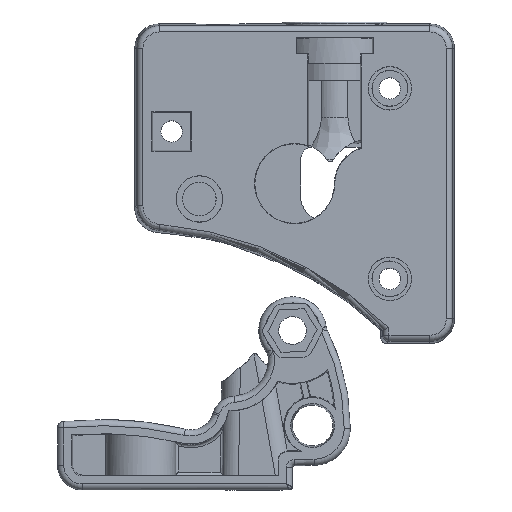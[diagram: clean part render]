
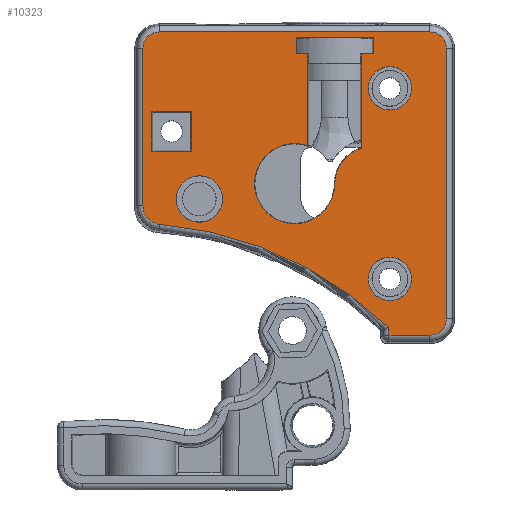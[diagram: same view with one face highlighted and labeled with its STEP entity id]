
A CAD part, front view. The second image highlights one B-rep face of the part: STEP entity #10323.
In plain terms, the highlighted planar face has unit normal (0, -1, 0).
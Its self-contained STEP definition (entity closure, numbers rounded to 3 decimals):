
#329=LINE($,#15873,#1175);
#334=LINE($,#15885,#1180);
#336=LINE($,#15890,#1182);
#339=LINE($,#15897,#1185);
#342=LINE($,#15903,#1188);
#344=LINE($,#15909,#1190);
#350=LINE($,#15922,#1196);
#351=LINE($,#15928,#1197);
#352=LINE($,#15930,#1198);
#353=LINE($,#15934,#1199);
#354=LINE($,#15938,#1200);
#355=LINE($,#15942,#1201);
#356=LINE($,#15964,#1202);
#357=LINE($,#15966,#1203);
#358=LINE($,#15968,#1204);
#359=LINE($,#15969,#1205);
#1175=VECTOR($,#12286,14.931);
#1180=VECTOR($,#12297,1.901);
#1182=VECTOR($,#12301,2.674);
#1185=VECTOR($,#12308,12.544);
#1188=VECTOR($,#12313,2.674);
#1190=VECTOR($,#12319,1.901);
#1196=VECTOR($,#12331,15.353);
#1197=VECTOR($,#12336,1.264);
#1198=VECTOR($,#12337,6.646);
#1199=VECTOR($,#12340,44.);
#1200=VECTOR($,#12343,44.);
#1201=VECTOR($,#12346,25.639);
#1202=VECTOR($,#12347,6.43);
#1203=VECTOR($,#12348,6.43);
#1204=VECTOR($,#12349,6.43);
#1205=VECTOR($,#12350,6.43);
#2188=FACE_OUTER_BOUND($,#3087,.T.);
#2775=B_SPLINE_CURVE_WITH_KNOTS($,3,(#15943,#15944,#15945,#15946,#15947,
#15948,#15949,#15950,#15951,#15952,#15953,#15954,#15955,#15956,#15957,#15958,
#15959,#15960,#15961),.UNSPECIFIED.,.F.,.F.,(4,3,3,3,3,3,4),(0.,0.092,
0.319,0.5,0.546,0.773,1.),
 .UNSPECIFIED.);
#2946=FACE_BOUND($,#3088,.T.);
#2947=FACE_BOUND($,#3089,.T.);
#2948=FACE_BOUND($,#3090,.T.);
#2949=FACE_BOUND($,#3091,.T.);
#2950=FACE_BOUND($,#3092,.T.);
#3087=EDGE_LOOP($,(#7051,#7052,#7053,#7054,#7055,#7056,#7057,#7058,#7059,
#7060));
#3088=EDGE_LOOP($,(#7061));
#3089=EDGE_LOOP($,(#7062,#7063,#7064,#7065,#7066,#7067,#7068,#7069,#7070));
#3090=EDGE_LOOP($,(#7071));
#3091=EDGE_LOOP($,(#7072));
#3092=EDGE_LOOP($,(#7073,#7074,#7075,#7076));
#3756=CIRCLE($,#10957,3.776);
#3757=CIRCLE($,#10959,3.532);
#3758=CIRCLE($,#10961,3.532);
#3759=CIRCLE($,#10963,5.974);
#3773=CIRCLE($,#10996,6.526);
#3774=CIRCLE($,#10999,61.332);
#3775=CIRCLE($,#11000,2.675);
#3776=CIRCLE($,#11001,2.675);
#3777=CIRCLE($,#11002,2.675);
#4260=VERTEX_POINT($,#15698);
#4261=VERTEX_POINT($,#15701);
#4262=VERTEX_POINT($,#15704);
#4263=VERTEX_POINT($,#15707);
#4264=VERTEX_POINT($,#15708);
#4301=VERTEX_POINT($,#15870);
#4302=VERTEX_POINT($,#15872);
#4306=VERTEX_POINT($,#15883);
#4308=VERTEX_POINT($,#15888);
#4310=VERTEX_POINT($,#15895);
#4312=VERTEX_POINT($,#15901);
#4314=VERTEX_POINT($,#15907);
#4319=VERTEX_POINT($,#15924);
#4320=VERTEX_POINT($,#15925);
#4321=VERTEX_POINT($,#15927);
#4322=VERTEX_POINT($,#15929);
#4323=VERTEX_POINT($,#15931);
#4324=VERTEX_POINT($,#15933);
#4325=VERTEX_POINT($,#15935);
#4326=VERTEX_POINT($,#15937);
#4327=VERTEX_POINT($,#15939);
#4328=VERTEX_POINT($,#15941);
#4329=VERTEX_POINT($,#15962);
#4330=VERTEX_POINT($,#15963);
#4331=VERTEX_POINT($,#15965);
#4332=VERTEX_POINT($,#15967);
#5318=EDGE_CURVE($,#4260,#4260,#3756,.T.);
#5319=EDGE_CURVE($,#4261,#4261,#3757,.T.);
#5320=EDGE_CURVE($,#4262,#4262,#3758,.T.);
#5321=EDGE_CURVE($,#4263,#4264,#3759,.T.);
#5369=EDGE_CURVE($,#4302,#4301,#329,.T.);
#5376=EDGE_CURVE($,#4301,#4306,#334,.T.);
#5378=EDGE_CURVE($,#4308,#4306,#336,.T.);
#5382=EDGE_CURVE($,#4310,#4308,#339,.T.);
#5385=EDGE_CURVE($,#4310,#4312,#342,.T.);
#5388=EDGE_CURVE($,#4314,#4312,#344,.T.);
#5389=EDGE_CURVE($,#4264,#4302,#3773,.T.);
#5395=EDGE_CURVE($,#4263,#4314,#350,.T.);
#5396=EDGE_CURVE($,#4319,#4320,#3774,.T.);
#5397=EDGE_CURVE($,#4320,#4321,#351,.T.);
#5398=EDGE_CURVE($,#4321,#4322,#352,.T.);
#5399=EDGE_CURVE($,#4322,#4323,#3775,.T.);
#5400=EDGE_CURVE($,#4323,#4324,#353,.T.);
#5401=EDGE_CURVE($,#4324,#4325,#3776,.T.);
#5402=EDGE_CURVE($,#4325,#4326,#354,.T.);
#5403=EDGE_CURVE($,#4326,#4327,#3777,.T.);
#5404=EDGE_CURVE($,#4327,#4328,#355,.T.);
#5405=EDGE_CURVE($,#4328,#4319,#2775,.T.);
#5406=EDGE_CURVE($,#4329,#4330,#356,.T.);
#5407=EDGE_CURVE($,#4330,#4331,#357,.T.);
#5408=EDGE_CURVE($,#4331,#4332,#358,.T.);
#5409=EDGE_CURVE($,#4332,#4329,#359,.T.);
#7051=ORIENTED_EDGE($,*,*,#5396,.T.);
#7052=ORIENTED_EDGE($,*,*,#5397,.T.);
#7053=ORIENTED_EDGE($,*,*,#5398,.T.);
#7054=ORIENTED_EDGE($,*,*,#5399,.T.);
#7055=ORIENTED_EDGE($,*,*,#5400,.T.);
#7056=ORIENTED_EDGE($,*,*,#5401,.T.);
#7057=ORIENTED_EDGE($,*,*,#5402,.T.);
#7058=ORIENTED_EDGE($,*,*,#5403,.T.);
#7059=ORIENTED_EDGE($,*,*,#5404,.T.);
#7060=ORIENTED_EDGE($,*,*,#5405,.T.);
#7061=ORIENTED_EDGE($,*,*,#5320,.T.);
#7062=ORIENTED_EDGE($,*,*,#5395,.F.);
#7063=ORIENTED_EDGE($,*,*,#5321,.T.);
#7064=ORIENTED_EDGE($,*,*,#5389,.T.);
#7065=ORIENTED_EDGE($,*,*,#5369,.T.);
#7066=ORIENTED_EDGE($,*,*,#5376,.T.);
#7067=ORIENTED_EDGE($,*,*,#5378,.F.);
#7068=ORIENTED_EDGE($,*,*,#5382,.F.);
#7069=ORIENTED_EDGE($,*,*,#5385,.T.);
#7070=ORIENTED_EDGE($,*,*,#5388,.F.);
#7071=ORIENTED_EDGE($,*,*,#5319,.T.);
#7072=ORIENTED_EDGE($,*,*,#5318,.T.);
#7073=ORIENTED_EDGE($,*,*,#5406,.T.);
#7074=ORIENTED_EDGE($,*,*,#5407,.T.);
#7075=ORIENTED_EDGE($,*,*,#5408,.T.);
#7076=ORIENTED_EDGE($,*,*,#5409,.T.);
#9997=PLANE($,#10998);
#10323=ADVANCED_FACE($,(#2188,#2946,#2947,#2948,#2949,#2950),#9997,.T.);
#10957=AXIS2_PLACEMENT_3D($,#15699,#12201,#12202);
#10959=AXIS2_PLACEMENT_3D($,#15702,#12205,#12206);
#10961=AXIS2_PLACEMENT_3D($,#15705,#12209,#12210);
#10963=AXIS2_PLACEMENT_3D($,#15709,#12213,#12214);
#10996=AXIS2_PLACEMENT_3D($,#15911,#12322,#12323);
#10998=AXIS2_PLACEMENT_3D($,#15923,#12332,#12333);
#10999=AXIS2_PLACEMENT_3D($,#15926,#12334,#12335);
#11000=AXIS2_PLACEMENT_3D($,#15932,#12338,#12339);
#11001=AXIS2_PLACEMENT_3D($,#15936,#12341,#12342);
#11002=AXIS2_PLACEMENT_3D($,#15940,#12344,#12345);
#12201=DIRECTION('center_axis',(0.,1.,0.));
#12202=DIRECTION('ref_axis',(0.,0.,-1.));
#12205=DIRECTION('center_axis',(0.,1.,0.));
#12206=DIRECTION('ref_axis',(0.,0.,-1.));
#12209=DIRECTION('center_axis',(0.,1.,0.));
#12210=DIRECTION('ref_axis',(0.,0.,-1.));
#12213=DIRECTION('center_axis',(0.,-1.,0.));
#12214=DIRECTION('ref_axis',(0.,0.,-1.));
#12286=DIRECTION($,(0.,0.,1.));
#12297=DIRECTION($,(-1.,0.,0.));
#12301=DIRECTION($,(0.,0.,-1.));
#12308=DIRECTION($,(-1.,0.,0.));
#12313=DIRECTION($,(0.,0.,-1.));
#12319=DIRECTION($,(1.,0.,0.));
#12322=DIRECTION('center_axis',(0.,1.,0.));
#12323=DIRECTION('ref_axis',(0.,0.,-1.));
#12331=DIRECTION($,(0.,0.,1.));
#12332=DIRECTION('center_axis',(0.,-1.,0.));
#12333=DIRECTION('ref_axis',(0.,0.,-1.));
#12334=DIRECTION('center_axis',(0.,1.,0.));
#12335=DIRECTION('ref_axis',(0.,0.,-1.));
#12336=DIRECTION($,(0.,0.,-1.));
#12337=DIRECTION($,(1.,0.,0.));
#12338=DIRECTION('center_axis',(0.,-1.,0.));
#12339=DIRECTION('ref_axis',(0.,0.,-1.));
#12340=DIRECTION($,(0.,0.,1.));
#12341=DIRECTION('center_axis',(0.,-1.,0.));
#12342=DIRECTION('ref_axis',(0.,0.,-1.));
#12343=DIRECTION($,(-1.,0.,0.));
#12344=DIRECTION('center_axis',(0.,-1.,0.));
#12345=DIRECTION('ref_axis',(0.,0.,-1.));
#12346=DIRECTION($,(0.,0.,-1.));
#12347=DIRECTION($,(1.,0.,0.));
#12348=DIRECTION($,(0.,0.,-1.));
#12349=DIRECTION($,(-1.,0.,0.));
#12350=DIRECTION($,(0.,0.,1.));
#15698=CARTESIAN_POINT('',(-80.5,244.,305.724));
#15699=CARTESIAN_POINT('Origin',(-80.5,244.,309.5));
#15701=CARTESIAN_POINT('',(-49.5,244.,292.968));
#15702=CARTESIAN_POINT('Origin',(-49.5,244.,296.5));
#15704=CARTESIAN_POINT('',(-49.5,244.,323.968));
#15705=CARTESIAN_POINT('Origin',(-49.5,244.,327.5));
#15707=CARTESIAN_POINT('',(-54.129,244.,317.747));
#15708=CARTESIAN_POINT('',(-58.474,244.,312.));
#15709=CARTESIAN_POINT('Origin',(-52.5,244.,312.));
#15870=CARTESIAN_POINT('',(-62.871,244.,333.1));
#15872=CARTESIAN_POINT('',(-62.871,244.,318.169));
#15873=CARTESIAN_POINT($,(-62.871,244.,323.9));
#15883=CARTESIAN_POINT('',(-64.772,244.,333.1));
#15885=CARTESIAN_POINT($,(-58.976,244.,333.1));
#15888=CARTESIAN_POINT('',(-64.772,244.,335.774));
#15890=CARTESIAN_POINT($,(-64.772,244.,724.));
#15895=CARTESIAN_POINT('',(-52.228,244.,335.774));
#15897=CARTESIAN_POINT($,(-90.,244.,335.774));
#15901=CARTESIAN_POINT('',(-52.228,244.,333.1));
#15903=CARTESIAN_POINT($,(-52.228,244.,312.));
#15907=CARTESIAN_POINT('',(-54.129,244.,333.1));
#15909=CARTESIAN_POINT($,(-90.,244.,333.1));
#15911=CARTESIAN_POINT('Origin',(-65.,244.,312.));
#15922=CARTESIAN_POINT($,(-54.129,244.,312.));
#15923=CARTESIAN_POINT('Origin',(-90.,244.,312.));
#15924=CARTESIAN_POINT('',(-86.926,244.,305.373));
#15925=CARTESIAN_POINT('',(-49.646,244.,288.589));
#15926=CARTESIAN_POINT('Origin',(-92.025,244.,244.253));
#15927=CARTESIAN_POINT('',(-49.646,244.,287.325));
#15928=CARTESIAN_POINT($,(-49.646,244.,286.36));
#15929=CARTESIAN_POINT('',(-43.,244.,287.325));
#15930=CARTESIAN_POINT($,(-43.,244.,287.325));
#15931=CARTESIAN_POINT('',(-40.325,244.,290.));
#15932=CARTESIAN_POINT('Origin',(-43.,244.,290.));
#15933=CARTESIAN_POINT('',(-40.325,244.,334.));
#15934=CARTESIAN_POINT($,(-40.325,244.,334.));
#15935=CARTESIAN_POINT('',(-43.,244.,336.675));
#15936=CARTESIAN_POINT('Origin',(-43.,244.,334.));
#15937=CARTESIAN_POINT('',(-87.,244.,336.675));
#15938=CARTESIAN_POINT($,(-87.,244.,336.675));
#15939=CARTESIAN_POINT('',(-89.675,244.,334.));
#15940=CARTESIAN_POINT('Origin',(-87.,244.,334.));
#15941=CARTESIAN_POINT('',(-89.675,244.,308.361));
#15942=CARTESIAN_POINT($,(-89.675,244.,308.392));
#15943=CARTESIAN_POINT('Ctrl Pts',(-89.675,244.,308.361));
#15944=CARTESIAN_POINT('Ctrl Pts',(-89.675,244.,308.223));
#15945=CARTESIAN_POINT('Ctrl Pts',(-89.665,244.,308.085));
#15946=CARTESIAN_POINT('Ctrl Pts',(-89.646,244.,307.949));
#15947=CARTESIAN_POINT('Ctrl Pts',(-89.6,244.,307.616));
#15948=CARTESIAN_POINT('Ctrl Pts',(-89.496,244.,307.287));
#15949=CARTESIAN_POINT('Ctrl Pts',(-89.342,244.,306.989));
#15950=CARTESIAN_POINT('Ctrl Pts',(-89.22,244.,306.751));
#15951=CARTESIAN_POINT('Ctrl Pts',(-89.065,244.,306.528));
#15952=CARTESIAN_POINT('Ctrl Pts',(-88.883,244.,306.33));
#15953=CARTESIAN_POINT('Ctrl Pts',(-88.836,244.,306.279));
#15954=CARTESIAN_POINT('Ctrl Pts',(-88.788,244.,306.23));
#15955=CARTESIAN_POINT('Ctrl Pts',(-88.738,244.,306.183));
#15956=CARTESIAN_POINT('Ctrl Pts',(-88.494,244.,305.953));
#15957=CARTESIAN_POINT('Ctrl Pts',(-88.207,244.,305.761));
#15958=CARTESIAN_POINT('Ctrl Pts',(-87.901,244.,305.624));
#15959=CARTESIAN_POINT('Ctrl Pts',(-87.595,244.,305.487));
#15960=CARTESIAN_POINT('Ctrl Pts',(-87.26,244.,305.401));
#15961=CARTESIAN_POINT('Ctrl Pts',(-86.926,244.,305.373));
#15962=CARTESIAN_POINT('',(-88.215,244.,323.715));
#15963=CARTESIAN_POINT('',(-81.785,244.,323.715));
#15964=CARTESIAN_POINT($,(-90.,244.,323.715));
#15965=CARTESIAN_POINT('',(-81.785,244.,317.285));
#15966=CARTESIAN_POINT($,(-81.785,244.,312.));
#15967=CARTESIAN_POINT('',(-88.215,244.,317.285));
#15968=CARTESIAN_POINT($,(-90.,244.,317.285));
#15969=CARTESIAN_POINT($,(-88.215,244.,312.));
